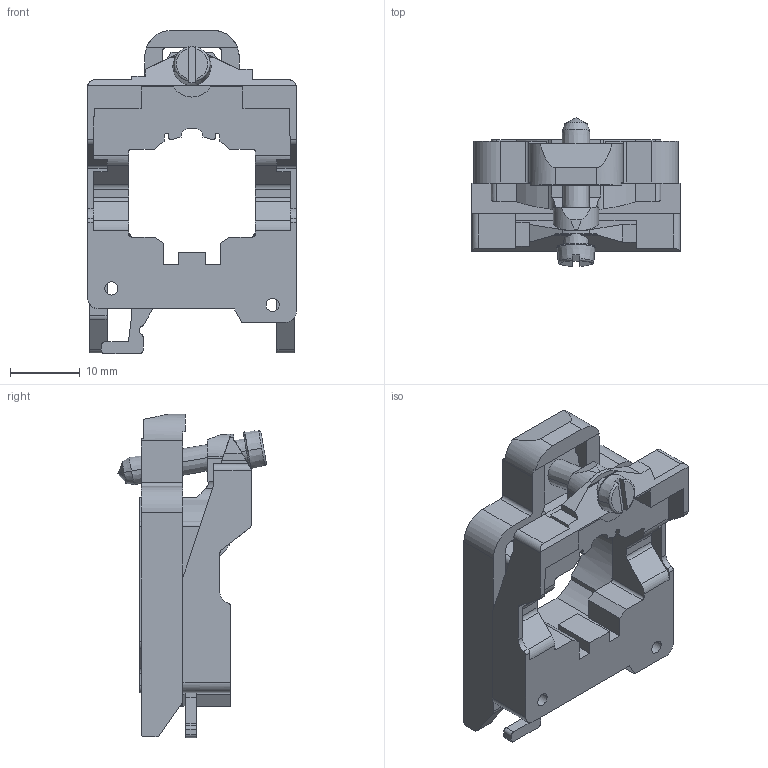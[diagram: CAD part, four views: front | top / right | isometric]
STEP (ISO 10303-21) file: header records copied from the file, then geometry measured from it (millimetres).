
FILE_DESCRIPTION(('STEP AP214'),'1');
FILE_NAME(' ',' ',('TraceParts'),('TraceParts S.A.'),'XStep 1.0',' ',' ');
FILE_SCHEMA(('automotive_design'));
Length unit declared in the file: millimetre
Products named in the file (1): 1
Bounding box: 29.9 x 21.27 x 46.3 mm (x, y, z)
Volume: 7569.5 mm3; surface area: 6357.8 mm2
Topology: 1 solids, 1 shells, 329 faces, 961 edges, 633 vertices
Faces by surface type: plane 196, cylinder 115, cone 12, torus 6
Entity records: 21692 total; most frequent: CARTESIAN_POINT 2096, STYLED_ITEM 1921, PRESENTATION_STYLE_ASSIGNMENT 1921, COLOUR_RGB 1921, ORIENTED_EDGE 1918, DIRECTION 1902, EDGE_CURVE 959, CURVE_STYLE 959
